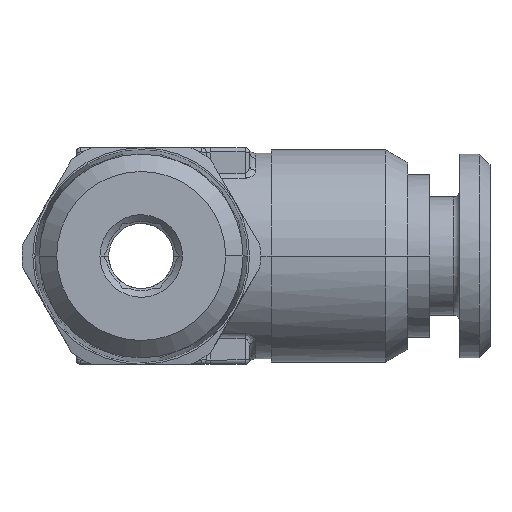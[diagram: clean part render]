
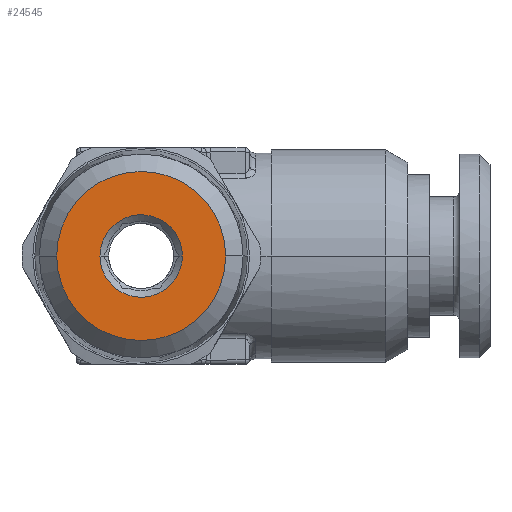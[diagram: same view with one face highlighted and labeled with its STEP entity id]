
A CAD part, left-side view. The second image highlights one B-rep face of the part: STEP entity #24545.
In plain terms, the highlighted planar face has unit normal (-1, 0, 0).
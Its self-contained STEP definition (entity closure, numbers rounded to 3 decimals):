
#20664=CARTESIAN_POINT('Axis2P3D Location',(-19.4,0.,0.)) ;
#20668=CARTESIAN_POINT('Vertex',(-19.4,3.901,0.)) ;
#20670=CARTESIAN_POINT('Vertex',(-19.4,-3.901,0.)) ;
#20695=CARTESIAN_POINT('Axis2P3D Location',(-19.4,0.,0.)) ;
#24482=CARTESIAN_POINT('Axis2P3D Location',(-19.4,0.,0.)) ;
#24492=CARTESIAN_POINT('Control Point',(-19.4,1.9,0.)) ;
#24493=CARTESIAN_POINT('Control Point',(-19.4,1.9,-0.203)) ;
#24494=CARTESIAN_POINT('Control Point',(-19.4,1.873,-0.405)) ;
#24495=CARTESIAN_POINT('Control Point',(-19.4,1.819,-0.603)) ;
#24496=CARTESIAN_POINT('Control Point',(-19.4,1.66,-0.979)) ;
#24497=CARTESIAN_POINT('Control Point',(-19.4,1.407,-1.301)) ;
#24498=CARTESIAN_POINT('Control Point',(-19.4,1.26,-1.444)) ;
#24499=CARTESIAN_POINT('Control Point',(-19.4,0.932,-1.687)) ;
#24500=CARTESIAN_POINT('Control Point',(-19.4,0.551,-1.835)) ;
#24501=CARTESIAN_POINT('Control Point',(-19.4,0.352,-1.884)) ;
#24502=CARTESIAN_POINT('Control Point',(-19.4,-0.055,-1.926)) ;
#24503=CARTESIAN_POINT('Control Point',(-19.4,-0.458,-1.861)) ;
#24504=CARTESIAN_POINT('Control Point',(-19.4,-0.655,-1.801)) ;
#24505=CARTESIAN_POINT('Control Point',(-19.4,-1.026,-1.631)) ;
#24506=CARTESIAN_POINT('Control Point',(-19.4,-1.34,-1.369)) ;
#24507=CARTESIAN_POINT('Control Point',(-19.4,-1.479,-1.218)) ;
#24508=CARTESIAN_POINT('Control Point',(-19.4,-1.7,-0.901)) ;
#24509=CARTESIAN_POINT('Control Point',(-19.4,-1.835,-0.539)) ;
#24510=CARTESIAN_POINT('Control Point',(-19.4,-1.878,-0.362)) ;
#24511=CARTESIAN_POINT('Control Point',(-19.4,-1.9,-0.181)) ;
#24512=CARTESIAN_POINT('Control Point',(-19.4,-1.9,0.)) ;
#24513=CARTESIAN_POINT('Vertex',(-19.4,1.9,0.)) ;
#24515=CARTESIAN_POINT('Vertex',(-19.4,-1.9,0.)) ;
#24519=CARTESIAN_POINT('Control Point',(-19.4,-1.9,0.)) ;
#24520=CARTESIAN_POINT('Control Point',(-19.4,-1.9,0.203)) ;
#24521=CARTESIAN_POINT('Control Point',(-19.4,-1.873,0.405)) ;
#24522=CARTESIAN_POINT('Control Point',(-19.4,-1.819,0.603)) ;
#24523=CARTESIAN_POINT('Control Point',(-19.4,-1.66,0.979)) ;
#24524=CARTESIAN_POINT('Control Point',(-19.4,-1.407,1.301)) ;
#24525=CARTESIAN_POINT('Control Point',(-19.4,-1.26,1.444)) ;
#24526=CARTESIAN_POINT('Control Point',(-19.4,-0.932,1.687)) ;
#24527=CARTESIAN_POINT('Control Point',(-19.4,-0.551,1.835)) ;
#24528=CARTESIAN_POINT('Control Point',(-19.4,-0.352,1.884)) ;
#24529=CARTESIAN_POINT('Control Point',(-19.4,0.055,1.926)) ;
#24530=CARTESIAN_POINT('Control Point',(-19.4,0.458,1.861)) ;
#24531=CARTESIAN_POINT('Control Point',(-19.4,0.655,1.801)) ;
#24532=CARTESIAN_POINT('Control Point',(-19.4,1.026,1.631)) ;
#24533=CARTESIAN_POINT('Control Point',(-19.4,1.34,1.369)) ;
#24534=CARTESIAN_POINT('Control Point',(-19.4,1.479,1.218)) ;
#24535=CARTESIAN_POINT('Control Point',(-19.4,1.7,0.901)) ;
#24536=CARTESIAN_POINT('Control Point',(-19.4,1.835,0.539)) ;
#24537=CARTESIAN_POINT('Control Point',(-19.4,1.878,0.362)) ;
#24538=CARTESIAN_POINT('Control Point',(-19.4,1.9,0.181)) ;
#24539=CARTESIAN_POINT('Control Point',(-19.4,1.9,0.)) ;
#20665=DIRECTION('Axis2P3D Direction',(1.,0.,0.)) ;
#20696=DIRECTION('Axis2P3D Direction',(1.,0.,0.)) ;
#24483=DIRECTION('Axis2P3D Direction',(1.,0.,0.)) ;
#24484=DIRECTION('Axis2P3D XDirection',(0.,0.,1.)) ;
#20666=AXIS2_PLACEMENT_3D('Circle Axis2P3D',#20664,#20665,$) ;
#20697=AXIS2_PLACEMENT_3D('Circle Axis2P3D',#20695,#20696,$) ;
#24485=AXIS2_PLACEMENT_3D('Plane Axis2P3D',#24482,#24483,#24484) ;
#24488=ORIENTED_EDGE('',*,*,#20672,.T.) ;
#24489=ORIENTED_EDGE('',*,*,#20699,.T.) ;
#24542=ORIENTED_EDGE('',*,*,#24517,.F.) ;
#24543=ORIENTED_EDGE('',*,*,#24540,.F.) ;
#24544=FACE_BOUND('',#24541,.T.) ;
#24545=ADVANCED_FACE('PR425B-04R18',(#24490,#24544),#24486,.F.) ;
#24491=B_SPLINE_CURVE_WITH_KNOTS('',5,(#24492,#24493,#24494,#24495,#24496,#24497,#24498,#24499,#24500,#24501,#24502,#24503,#24504,#24505,#24506,#24507,#24508,#24509,#24510,#24511,#24512),.UNSPECIFIED.,.F.,.U.,(6,3,3,3,3,3,6),(0.,1.432,2.865,4.297,5.73,7.162,8.441),.UNSPECIFIED.) ;
#24518=B_SPLINE_CURVE_WITH_KNOTS('',5,(#24519,#24520,#24521,#24522,#24523,#24524,#24525,#24526,#24527,#24528,#24529,#24530,#24531,#24532,#24533,#24534,#24535,#24536,#24537,#24538,#24539),.UNSPECIFIED.,.F.,.U.,(6,3,3,3,3,3,6),(0.,1.432,2.865,4.297,5.73,7.162,8.441),.UNSPECIFIED.) ;
#20667=CIRCLE('generated circle',#20666,3.901) ;
#20698=CIRCLE('generated circle',#20697,3.901) ;
#20672=EDGE_CURVE('',#20669,#20671,#20667,.F.) ;
#20699=EDGE_CURVE('',#20671,#20669,#20698,.F.) ;
#24517=EDGE_CURVE('',#24514,#24516,#24491,.T.) ;
#24540=EDGE_CURVE('',#24516,#24514,#24518,.T.) ;
#24487=EDGE_LOOP('',(#24488,#24489)) ;
#24541=EDGE_LOOP('',(#24542,#24543)) ;
#24490=FACE_OUTER_BOUND('',#24487,.T.) ;
#24486=PLANE('',#24485) ;
#20669=VERTEX_POINT('',#20668) ;
#20671=VERTEX_POINT('',#20670) ;
#24514=VERTEX_POINT('',#24513) ;
#24516=VERTEX_POINT('',#24515) ;
